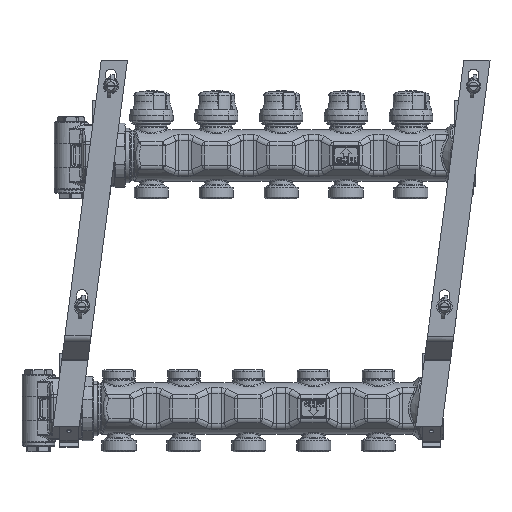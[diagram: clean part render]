
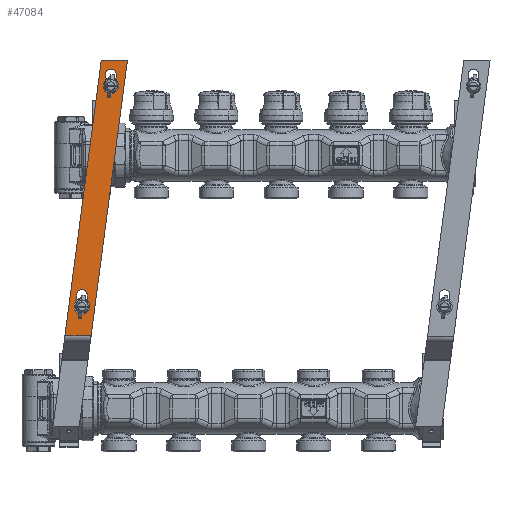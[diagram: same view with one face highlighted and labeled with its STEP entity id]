
A CAD part, left-side view. The second image highlights one B-rep face of the part: STEP entity #47084.
In plain terms, the highlighted planar face has unit normal (-1, 0, 0).
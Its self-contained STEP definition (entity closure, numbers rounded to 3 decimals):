
#46410=CARTESIAN_POINT('Vertex',(-31.9,428.396,215.886)) ;
#46415=CARTESIAN_POINT('Line Origine',(-31.9,418.31,215.886)) ;
#46419=CARTESIAN_POINT('Vertex',(-31.9,408.223,215.886)) ;
#46454=CARTESIAN_POINT('Vertex',(-31.9,436.219,3.235)) ;
#46457=CARTESIAN_POINT('Line Origine',(-31.9,446.591,3.235)) ;
#46461=CARTESIAN_POINT('Vertex',(-31.9,456.392,3.235)) ;
#46668=CARTESIAN_POINT('Line Origine',(-31.9,422.221,109.56)) ;
#46718=CARTESIAN_POINT('Line Origine',(-31.9,442.394,109.56)) ;
#46973=CARTESIAN_POINT('Axis2P3D Location',(-31.9,428.396,215.886)) ;
#46984=CARTESIAN_POINT('Axis2P3D Location',(-31.9,420.944,195.875)) ;
#46988=CARTESIAN_POINT('Vertex',(-31.9,416.844,200.255)) ;
#46990=CARTESIAN_POINT('Vertex',(-31.9,414.944,195.875)) ;
#46993=CARTESIAN_POINT('Axis2P3D Location',(-31.9,420.944,195.875)) ;
#46997=CARTESIAN_POINT('Vertex',(-31.9,426.944,195.875)) ;
#47000=CARTESIAN_POINT('Axis2P3D Location',(-31.9,420.944,195.875)) ;
#47004=CARTESIAN_POINT('Vertex',(-31.9,425.044,200.255)) ;
#47007=CARTESIAN_POINT('Line Origine',(-31.9,425.044,202.565)) ;
#47011=CARTESIAN_POINT('Vertex',(-31.9,425.044,204.875)) ;
#47014=CARTESIAN_POINT('Axis2P3D Location',(-31.9,420.944,204.875)) ;
#47018=CARTESIAN_POINT('Vertex',(-31.9,416.844,204.875)) ;
#47021=CARTESIAN_POINT('Line Origine',(-31.9,416.844,202.565)) ;
#47034=CARTESIAN_POINT('Axis2P3D Location',(-31.9,443.329,25.842)) ;
#47038=CARTESIAN_POINT('Vertex',(-31.9,439.229,30.223)) ;
#47040=CARTESIAN_POINT('Vertex',(-31.9,437.329,25.842)) ;
#47043=CARTESIAN_POINT('Axis2P3D Location',(-31.9,443.329,25.842)) ;
#47047=CARTESIAN_POINT('Vertex',(-31.9,449.329,25.842)) ;
#47050=CARTESIAN_POINT('Axis2P3D Location',(-31.9,443.329,25.842)) ;
#47054=CARTESIAN_POINT('Vertex',(-31.9,447.429,30.223)) ;
#47057=CARTESIAN_POINT('Line Origine',(-31.9,447.429,32.532)) ;
#47061=CARTESIAN_POINT('Vertex',(-31.9,447.429,34.842)) ;
#47064=CARTESIAN_POINT('Axis2P3D Location',(-31.9,443.329,34.842)) ;
#47068=CARTESIAN_POINT('Vertex',(-31.9,439.229,34.842)) ;
#47071=CARTESIAN_POINT('Line Origine',(-31.9,439.229,32.532)) ;
#46417=VECTOR('Line Direction',#46416,1.) ;
#46459=VECTOR('Line Direction',#46458,1.) ;
#46670=VECTOR('Line Direction',#46669,1.) ;
#46720=VECTOR('Line Direction',#46719,1.) ;
#47009=VECTOR('Line Direction',#47008,1.) ;
#47023=VECTOR('Line Direction',#47022,1.) ;
#47059=VECTOR('Line Direction',#47058,1.) ;
#47073=VECTOR('Line Direction',#47072,1.) ;
#46416=DIRECTION('Vector Direction',(0.,-1.,0.)) ;
#46458=DIRECTION('Vector Direction',(0.,-1.,0.)) ;
#46669=DIRECTION('Vector Direction',(0.,-0.131,0.991)) ;
#46719=DIRECTION('Vector Direction',(0.,0.131,-0.991)) ;
#46974=DIRECTION('Axis2P3D Direction',(1.,0.,0.)) ;
#46975=DIRECTION('Axis2P3D XDirection',(0.,-0.991,-0.131)) ;
#46985=DIRECTION('Axis2P3D Direction',(1.,0.,0.)) ;
#46994=DIRECTION('Axis2P3D Direction',(1.,0.,0.)) ;
#47001=DIRECTION('Axis2P3D Direction',(1.,0.,0.)) ;
#47008=DIRECTION('Vector Direction',(0.,0.,-1.)) ;
#47015=DIRECTION('Axis2P3D Direction',(1.,0.,0.)) ;
#47022=DIRECTION('Vector Direction',(0.,0.,-1.)) ;
#47035=DIRECTION('Axis2P3D Direction',(1.,0.,0.)) ;
#47044=DIRECTION('Axis2P3D Direction',(1.,0.,0.)) ;
#47051=DIRECTION('Axis2P3D Direction',(1.,0.,0.)) ;
#47058=DIRECTION('Vector Direction',(0.,0.,-1.)) ;
#47065=DIRECTION('Axis2P3D Direction',(1.,0.,0.)) ;
#47072=DIRECTION('Vector Direction',(0.,0.,-1.)) ;
#46976=AXIS2_PLACEMENT_3D('Plane Axis2P3D',#46973,#46974,#46975) ;
#46986=AXIS2_PLACEMENT_3D('Circle Axis2P3D',#46984,#46985,$) ;
#46995=AXIS2_PLACEMENT_3D('Circle Axis2P3D',#46993,#46994,$) ;
#47002=AXIS2_PLACEMENT_3D('Circle Axis2P3D',#47000,#47001,$) ;
#47016=AXIS2_PLACEMENT_3D('Circle Axis2P3D',#47014,#47015,$) ;
#47036=AXIS2_PLACEMENT_3D('Circle Axis2P3D',#47034,#47035,$) ;
#47045=AXIS2_PLACEMENT_3D('Circle Axis2P3D',#47043,#47044,$) ;
#47052=AXIS2_PLACEMENT_3D('Circle Axis2P3D',#47050,#47051,$) ;
#47066=AXIS2_PLACEMENT_3D('Circle Axis2P3D',#47064,#47065,$) ;
#46418=LINE('Line',#46415,#46417) ;
#46460=LINE('Line',#46457,#46459) ;
#46671=LINE('Line',#46668,#46670) ;
#46721=LINE('Line',#46718,#46720) ;
#47010=LINE('Line',#47007,#47009) ;
#47024=LINE('Line',#47021,#47023) ;
#47060=LINE('Line',#47057,#47059) ;
#47074=LINE('Line',#47071,#47073) ;
#46987=CIRCLE('generated circle',#46986,6.) ;
#46996=CIRCLE('generated circle',#46995,6.) ;
#47003=CIRCLE('generated circle',#47002,6.) ;
#47017=CIRCLE('generated circle',#47016,4.1) ;
#47037=CIRCLE('generated circle',#47036,6.) ;
#47046=CIRCLE('generated circle',#47045,6.) ;
#47053=CIRCLE('generated circle',#47052,6.) ;
#47067=CIRCLE('generated circle',#47066,4.1) ;
#46977=PLANE('',#46976) ;
#47033=FACE_BOUND('',#47026,.T.) ;
#47083=FACE_BOUND('',#47076,.T.) ;
#46421=EDGE_CURVE('',#46411,#46420,#46418,.T.) ;
#46463=EDGE_CURVE('',#46462,#46455,#46460,.T.) ;
#46672=EDGE_CURVE('',#46455,#46420,#46671,.T.) ;
#46722=EDGE_CURVE('',#46411,#46462,#46721,.T.) ;
#46992=EDGE_CURVE('',#46989,#46991,#46987,.T.) ;
#46999=EDGE_CURVE('',#46991,#46998,#46996,.T.) ;
#47006=EDGE_CURVE('',#46998,#47005,#47003,.T.) ;
#47013=EDGE_CURVE('',#47012,#47005,#47010,.T.) ;
#47020=EDGE_CURVE('',#47012,#47019,#47017,.T.) ;
#47025=EDGE_CURVE('',#47019,#46989,#47024,.T.) ;
#47042=EDGE_CURVE('',#47039,#47041,#47037,.T.) ;
#47049=EDGE_CURVE('',#47041,#47048,#47046,.T.) ;
#47056=EDGE_CURVE('',#47048,#47055,#47053,.T.) ;
#47063=EDGE_CURVE('',#47062,#47055,#47060,.T.) ;
#47070=EDGE_CURVE('',#47062,#47069,#47067,.T.) ;
#47075=EDGE_CURVE('',#47069,#47039,#47074,.T.) ;
#46979=ORIENTED_EDGE('',*,*,#46463,.T.) ;
#46980=ORIENTED_EDGE('',*,*,#46672,.T.) ;
#46981=ORIENTED_EDGE('',*,*,#46421,.F.) ;
#46982=ORIENTED_EDGE('',*,*,#46722,.T.) ;
#47027=ORIENTED_EDGE('',*,*,#46992,.T.) ;
#47028=ORIENTED_EDGE('',*,*,#46999,.T.) ;
#47029=ORIENTED_EDGE('',*,*,#47006,.T.) ;
#47030=ORIENTED_EDGE('',*,*,#47013,.F.) ;
#47031=ORIENTED_EDGE('',*,*,#47020,.T.) ;
#47032=ORIENTED_EDGE('',*,*,#47025,.T.) ;
#47077=ORIENTED_EDGE('',*,*,#47042,.T.) ;
#47078=ORIENTED_EDGE('',*,*,#47049,.T.) ;
#47079=ORIENTED_EDGE('',*,*,#47056,.T.) ;
#47080=ORIENTED_EDGE('',*,*,#47063,.F.) ;
#47081=ORIENTED_EDGE('',*,*,#47070,.T.) ;
#47082=ORIENTED_EDGE('',*,*,#47075,.T.) ;
#46978=EDGE_LOOP('',(#46979,#46980,#46981,#46982)) ;
#47026=EDGE_LOOP('',(#47027,#47028,#47029,#47030,#47031,#47032)) ;
#47076=EDGE_LOOP('',(#47077,#47078,#47079,#47080,#47081,#47082)) ;
#46411=VERTEX_POINT('',#46410) ;
#46420=VERTEX_POINT('',#46419) ;
#46455=VERTEX_POINT('',#46454) ;
#46462=VERTEX_POINT('',#46461) ;
#46989=VERTEX_POINT('',#46988) ;
#46991=VERTEX_POINT('',#46990) ;
#46998=VERTEX_POINT('',#46997) ;
#47005=VERTEX_POINT('',#47004) ;
#47012=VERTEX_POINT('',#47011) ;
#47019=VERTEX_POINT('',#47018) ;
#47039=VERTEX_POINT('',#47038) ;
#47041=VERTEX_POINT('',#47040) ;
#47048=VERTEX_POINT('',#47047) ;
#47055=VERTEX_POINT('',#47054) ;
#47062=VERTEX_POINT('',#47061) ;
#47069=VERTEX_POINT('',#47068) ;
#47084=ADVANCED_FACE('PartBody',(#46983,#47033,#47083),#46977,.F.) ;
#46983=FACE_OUTER_BOUND('',#46978,.T.) ;
